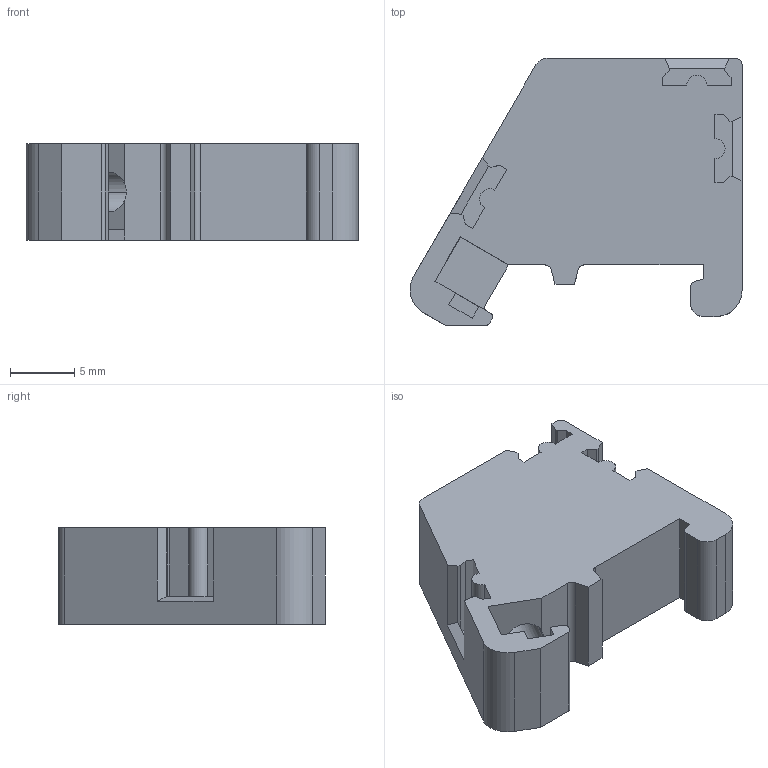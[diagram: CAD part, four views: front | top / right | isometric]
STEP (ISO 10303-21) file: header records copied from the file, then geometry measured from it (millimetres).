
FILE_DESCRIPTION((''),'2;1');
FILE_NAME('ES15GH_STEP','2011-12-15T',('Neumann'),(''),'PRO/ENGINEER BY PARAMETRIC TECHNOLOGY CORPORATION, 2007390','PRO/ENGINEER BY PARAMETRIC TECHNOLOGY CORPORATION, 2007390','');
FILE_SCHEMA(('CONFIG_CONTROL_DESIGN'));
Length unit declared in the file: millimetre
Products named in the file (1): ES15GH_STEP
Bounding box: 25.74 x 20.7 x 7.5 mm (x, y, z)
Volume: 2147.4 mm3; surface area: 1888.2 mm2
Topology: 1 solids, 1 shells, 84 faces, 239 edges, 157 vertices
Faces by surface type: plane 66, cylinder 18
Entity records: 2768 total; most frequent: CARTESIAN_POINT 513, ORIENTED_EDGE 478, DIRECTION 437, EDGE_CURVE 239, VECTOR 201, LINE 201, VERTEX_POINT 157, AXIS2_PLACEMENT_3D 118
